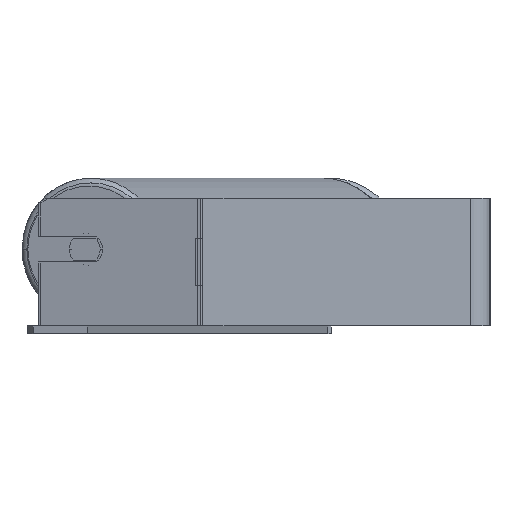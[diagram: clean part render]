
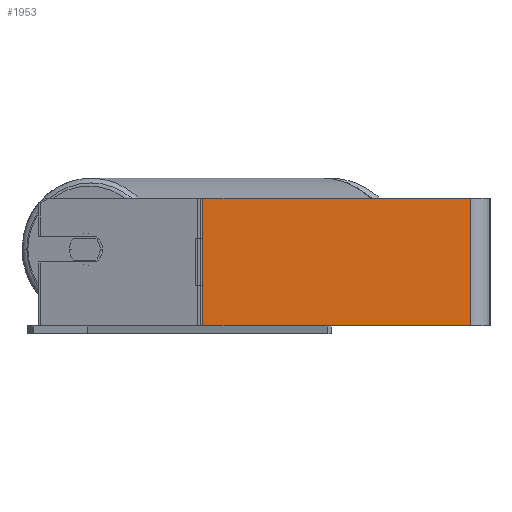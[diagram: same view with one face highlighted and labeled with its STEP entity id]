
A CAD part, left-side view. The second image highlights one B-rep face of the part: STEP entity #1953.
In plain terms, the highlighted planar face has unit normal (-1, 0, 0).
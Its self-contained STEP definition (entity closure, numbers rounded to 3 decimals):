
#133 = LINE ( 'NONE', #8111, #4821 ) ;
#247 = ORIENTED_EDGE ( 'NONE', *, *, #2645, .F. ) ;
#455 = VERTEX_POINT ( 'NONE', #4101 ) ;
#510 = CARTESIAN_POINT ( 'NONE',  ( -900., 12., -40. ) ) ;
#646 = VECTOR ( 'NONE', #7558, 1000. ) ;
#895 = CARTESIAN_POINT ( 'NONE',  ( -900., 181.269, 40. ) ) ;
#1191 = VERTEX_POINT ( 'NONE', #5940 ) ;
#1710 = LINE ( 'NONE', #4601, #646 ) ;
#1953 = ADVANCED_FACE ( 'NONE', ( #8929 ), #2248, .F. ) ;
#2248 = PLANE ( 'NONE',  #4728 ) ;
#2492 = EDGE_CURVE ( 'NONE', #455, #2878, #1710, .T. ) ;
#2645 = EDGE_CURVE ( 'NONE', #1191, #4375, #8812, .T. ) ;
#2679 = DIRECTION ( 'NONE',  ( 0., 0., -1. ) ) ;
#2707 = ORIENTED_EDGE ( 'NONE', *, *, #2492, .T. ) ;
#2878 = VERTEX_POINT ( 'NONE', #510 ) ;
#3095 = CARTESIAN_POINT ( 'NONE',  ( -900., 181.269, 40. ) ) ;
#3391 = CARTESIAN_POINT ( 'NONE',  ( -900., 12., 40. ) ) ;
#4101 = CARTESIAN_POINT ( 'NONE',  ( -900., 179.689, -40. ) ) ;
#4103 = LINE ( 'NONE', #3391, #6323 ) ;
#4375 = VERTEX_POINT ( 'NONE', #6352 ) ;
#4565 = DIRECTION ( 'NONE',  ( 1., 0., 0. ) ) ;
#4601 = CARTESIAN_POINT ( 'NONE',  ( -900., 181.269, -40. ) ) ;
#4728 = AXIS2_PLACEMENT_3D ( 'NONE', #3095, #4565, #6002 ) ;
#4821 = VECTOR ( 'NONE', #9001, 1000. ) ;
#5221 = DIRECTION ( 'NONE',  ( 0., -1., 0. ) ) ;
#5824 = EDGE_LOOP ( 'NONE', ( #2707, #7091, #247, #7163 ) ) ;
#5940 = CARTESIAN_POINT ( 'NONE',  ( -900., 179.689, 40. ) ) ;
#6002 = DIRECTION ( 'NONE',  ( 0., 0., -1. ) ) ;
#6323 = VECTOR ( 'NONE', #2679, 1000. ) ;
#6352 = CARTESIAN_POINT ( 'NONE',  ( -900., 12., 40. ) ) ;
#7091 = ORIENTED_EDGE ( 'NONE', *, *, #8146, .F. ) ;
#7163 = ORIENTED_EDGE ( 'NONE', *, *, #9134, .T. ) ;
#7558 = DIRECTION ( 'NONE',  ( 0., -1., 0. ) ) ;
#8111 = CARTESIAN_POINT ( 'NONE',  ( -900., 179.689, 40. ) ) ;
#8146 = EDGE_CURVE ( 'NONE', #4375, #2878, #4103, .T. ) ;
#8519 = VECTOR ( 'NONE', #5221, 1000. ) ;
#8812 = LINE ( 'NONE', #895, #8519 ) ;
#8929 = FACE_OUTER_BOUND ( 'NONE', #5824, .T. ) ;
#9001 = DIRECTION ( 'NONE',  ( 0., 0., -1. ) ) ;
#9134 = EDGE_CURVE ( 'NONE', #1191, #455, #133, .T. ) ;
